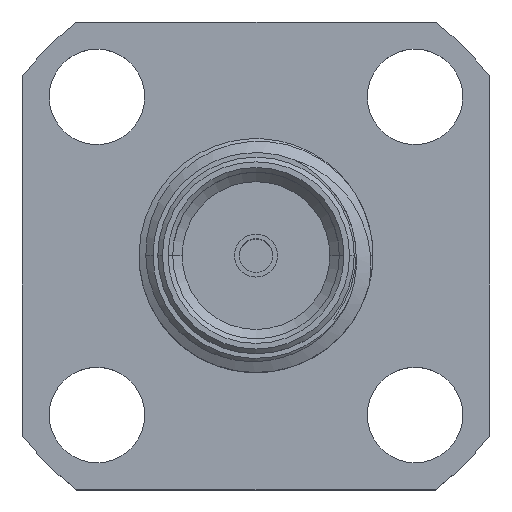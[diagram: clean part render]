
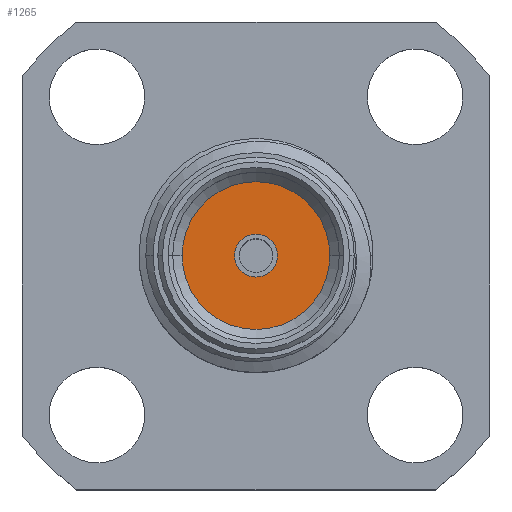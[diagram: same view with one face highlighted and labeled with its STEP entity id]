
A CAD part, top view. The second image highlights one B-rep face of the part: STEP entity #1265.
In plain terms, the highlighted planar face has unit normal (0, 0, 1).
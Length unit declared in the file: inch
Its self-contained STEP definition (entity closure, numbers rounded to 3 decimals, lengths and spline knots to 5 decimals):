
#38 = CIRCLE ( 'NONE', #3709, 0.079 ) ;
#268 = VERTEX_POINT ( 'NONE', #1234 ) ;
#348 = DIRECTION ( 'NONE',  ( 1., 0., 0. ) ) ;
#384 = AXIS2_PLACEMENT_3D ( 'NONE', #1470, #1779, #1915 ) ;
#505 = DIRECTION ( 'NONE',  ( 0., 0., 1. ) ) ;
#585 = EDGE_CURVE ( 'NONE', #2589, #268, #3761, .T. ) ;
#665 = EDGE_CURVE ( 'NONE', #699, #2676, #3565, .T. ) ;
#667 = EDGE_LOOP ( 'NONE', ( #3030, #1414 ) ) ;
#699 = VERTEX_POINT ( 'NONE', #3365 ) ;
#974 = ORIENTED_EDGE ( 'NONE', *, *, #665, .T. ) ;
#1234 = CARTESIAN_POINT ( 'NONE',  ( -0.023, 0., 0.265 ) ) ;
#1265 = ADVANCED_FACE ( 'NONE', ( #2416, #1463 ), #3730, .T. ) ;
#1409 = DIRECTION ( 'NONE',  ( 1., 0., 0. ) ) ;
#1414 = ORIENTED_EDGE ( 'NONE', *, *, #2902, .F. ) ;
#1462 = CARTESIAN_POINT ( 'NONE',  ( 0., 0., 0.265 ) ) ;
#1463 = FACE_OUTER_BOUND ( 'NONE', #1971, .T. ) ;
#1470 = CARTESIAN_POINT ( 'NONE',  ( 0., 0., 0.265 ) ) ;
#1506 = CIRCLE ( 'NONE', #384, 0.023 ) ;
#1601 = CARTESIAN_POINT ( 'NONE',  ( 0., 0., 0.265 ) ) ;
#1779 = DIRECTION ( 'NONE',  ( 0., 0., 1. ) ) ;
#1876 = CARTESIAN_POINT ( 'NONE',  ( 0., 0., 0.265 ) ) ;
#1897 = DIRECTION ( 'NONE',  ( 0., 0., 1. ) ) ;
#1902 = ORIENTED_EDGE ( 'NONE', *, *, #2636, .T. ) ;
#1915 = DIRECTION ( 'NONE',  ( 1., 0., 0. ) ) ;
#1971 = EDGE_LOOP ( 'NONE', ( #974, #1902 ) ) ;
#2035 = CARTESIAN_POINT ( 'NONE',  ( 0., 0., 0.265 ) ) ;
#2326 = CARTESIAN_POINT ( 'NONE',  ( -0.079, 0., 0.265 ) ) ;
#2416 = FACE_BOUND ( 'NONE', #667, .T. ) ;
#2485 = AXIS2_PLACEMENT_3D ( 'NONE', #2035, #3252, #1409 ) ;
#2589 = VERTEX_POINT ( 'NONE', #3157 ) ;
#2636 = EDGE_CURVE ( 'NONE', #2676, #699, #38, .T. ) ;
#2676 = VERTEX_POINT ( 'NONE', #2326 ) ;
#2683 = DIRECTION ( 'NONE',  ( 1., 0., 0. ) ) ;
#2795 = DIRECTION ( 'NONE',  ( 0., 0., 1. ) ) ;
#2902 = EDGE_CURVE ( 'NONE', #268, #2589, #1506, .T. ) ;
#3030 = ORIENTED_EDGE ( 'NONE', *, *, #585, .F. ) ;
#3109 = DIRECTION ( 'NONE',  ( 1., 0., 0. ) ) ;
#3157 = CARTESIAN_POINT ( 'NONE',  ( 0.023, 0., 0.265 ) ) ;
#3252 = DIRECTION ( 'NONE',  ( 0., 0., 1. ) ) ;
#3365 = CARTESIAN_POINT ( 'NONE',  ( 0.079, 0., 0.265 ) ) ;
#3388 = AXIS2_PLACEMENT_3D ( 'NONE', #1462, #505, #2683 ) ;
#3542 = AXIS2_PLACEMENT_3D ( 'NONE', #1601, #1897, #348 ) ;
#3565 = CIRCLE ( 'NONE', #2485, 0.079 ) ;
#3709 = AXIS2_PLACEMENT_3D ( 'NONE', #1876, #2795, #3109 ) ;
#3730 = PLANE ( 'NONE',  #3542 ) ;
#3761 = CIRCLE ( 'NONE', #3388, 0.023 ) ;
